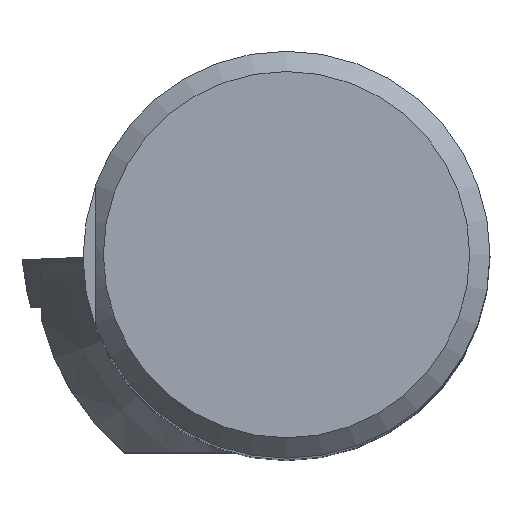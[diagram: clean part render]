
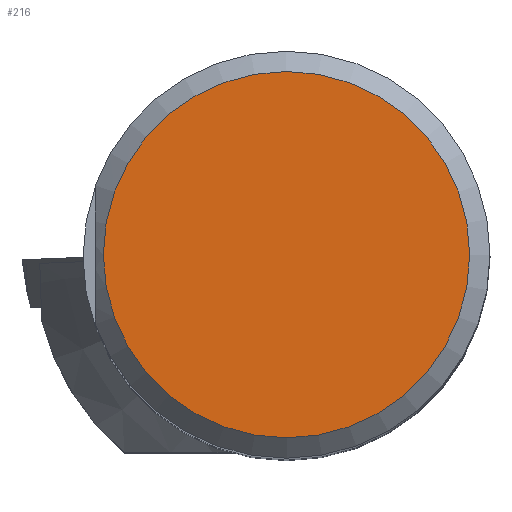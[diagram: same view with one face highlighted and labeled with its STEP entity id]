
A CAD part, top view. The second image highlights one B-rep face of the part: STEP entity #216.
In plain terms, the highlighted planar face has unit normal (0, 0, 1).
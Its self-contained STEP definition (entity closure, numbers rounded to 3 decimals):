
#165=CIRCLE('',#916,9.);
#216=ADVANCED_FACE('',(#278),#252,.T.);
#252=PLANE('',#923);
#278=FACE_OUTER_BOUND('',#318,.T.);
#318=EDGE_LOOP('',(#453));
#453=ORIENTED_EDGE('',*,*,#688,.F.);
#604=VERTEX_POINT('',#1367);
#688=EDGE_CURVE('',#604,#604,#165,.T.);
#916=AXIS2_PLACEMENT_3D('',#1366,#1064,#1065);
#923=AXIS2_PLACEMENT_3D('',#1376,#1078,#1079);
#1064=DIRECTION('',(0.,0.,-1.));
#1065=DIRECTION('',(0.,-1.,0.));
#1078=DIRECTION('',(0.,0.,1.));
#1079=DIRECTION('',(0.,1.,0.));
#1366=CARTESIAN_POINT('',(0.,0.,0.));
#1367=CARTESIAN_POINT('',(0.,-9.,0.));
#1376=CARTESIAN_POINT('',(9.,0.,0.));
